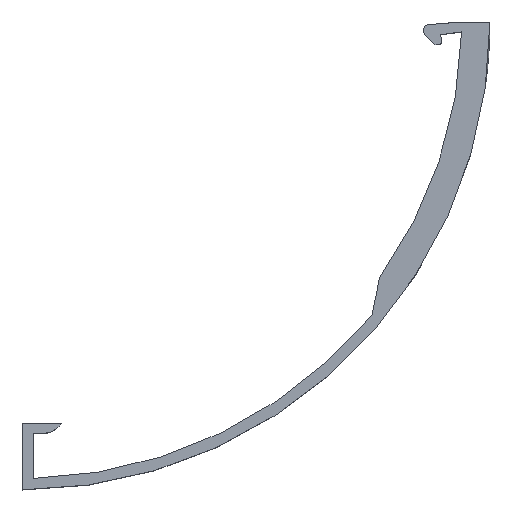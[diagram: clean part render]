
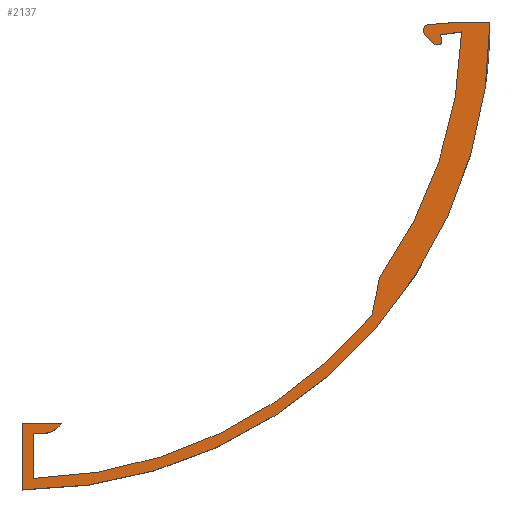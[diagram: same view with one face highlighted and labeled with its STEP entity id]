
A CAD part, top view. The second image highlights one B-rep face of the part: STEP entity #2137.
In plain terms, the highlighted planar face has unit normal (0, 0, 1).
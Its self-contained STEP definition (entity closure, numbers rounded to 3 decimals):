
#59=CIRCLE('',#2247,81.);
#73=CIRCLE('',#2262,1.);
#75=CIRCLE('',#2265,81.042);
#101=CIRCLE('',#2311,4.);
#102=CIRCLE('',#2312,83.);
#103=CIRCLE('',#2313,78.);
#104=CIRCLE('',#2314,0.5);
#105=CIRCLE('',#2315,81.042);
#106=CIRCLE('',#2316,78.);
#230=FACE_OUTER_BOUND('',#338,.T.);
#338=EDGE_LOOP('',(#1556,#1557,#1558,#1559,#1560,#1561,#1562,#1563,#1564,
#1565,#1566,#1567,#1568,#1569,#1570,#1571,#1572,#1573));
#427=LINE('',#3073,#627);
#455=LINE('',#3130,#655);
#459=LINE('',#3138,#659);
#474=LINE('',#3281,#674);
#520=LINE('',#3487,#720);
#521=LINE('',#3491,#721);
#522=LINE('',#3493,#722);
#523=LINE('',#3499,#723);
#524=LINE('',#3504,#724);
#627=VECTOR('',#2455,10.);
#655=VECTOR('',#2485,10.);
#659=VECTOR('',#2491,10.);
#674=VECTOR('',#2550,10.);
#720=VECTOR('',#2682,10.);
#721=VECTOR('',#2685,10.);
#722=VECTOR('',#2686,10.);
#723=VECTOR('',#2693,10.);
#724=VECTOR('',#2698,10.);
#827=VERTEX_POINT('',#3071);
#828=VERTEX_POINT('',#3072);
#855=VERTEX_POINT('',#3128);
#856=VERTEX_POINT('',#3129);
#859=VERTEX_POINT('',#3137);
#861=VERTEX_POINT('',#3143);
#887=VERTEX_POINT('',#3254);
#889=VERTEX_POINT('',#3260);
#892=VERTEX_POINT('',#3279);
#893=VERTEX_POINT('',#3280);
#950=VERTEX_POINT('',#3486);
#951=VERTEX_POINT('',#3488);
#952=VERTEX_POINT('',#3490);
#953=VERTEX_POINT('',#3492);
#954=VERTEX_POINT('',#3496);
#955=VERTEX_POINT('',#3498);
#956=VERTEX_POINT('',#3500);
#957=VERTEX_POINT('',#3502);
#1049=EDGE_CURVE('',#827,#828,#427,.T.);
#1077=EDGE_CURVE('',#855,#856,#455,.T.);
#1081=EDGE_CURVE('',#856,#859,#459,.T.);
#1084=EDGE_CURVE('',#828,#861,#59,.T.);
#1114=EDGE_CURVE('',#859,#887,#73,.T.);
#1117=EDGE_CURVE('',#887,#889,#75,.T.);
#1121=EDGE_CURVE('',#892,#893,#474,.T.);
#1197=EDGE_CURVE('',#950,#827,#520,.T.);
#1198=EDGE_CURVE('',#951,#950,#101,.T.);
#1199=EDGE_CURVE('',#951,#952,#521,.T.);
#1200=EDGE_CURVE('',#953,#952,#522,.T.);
#1201=EDGE_CURVE('',#893,#953,#102,.T.);
#1202=EDGE_CURVE('',#892,#889,#103,.T.);
#1203=EDGE_CURVE('',#954,#855,#104,.T.);
#1204=EDGE_CURVE('',#955,#954,#523,.T.);
#1205=EDGE_CURVE('',#956,#955,#105,.T.);
#1206=EDGE_CURVE('',#956,#957,#106,.T.);
#1207=EDGE_CURVE('',#861,#957,#524,.T.);
#1556=ORIENTED_EDGE('',*,*,#1197,.F.);
#1557=ORIENTED_EDGE('',*,*,#1198,.F.);
#1558=ORIENTED_EDGE('',*,*,#1199,.T.);
#1559=ORIENTED_EDGE('',*,*,#1200,.F.);
#1560=ORIENTED_EDGE('',*,*,#1201,.F.);
#1561=ORIENTED_EDGE('',*,*,#1121,.F.);
#1562=ORIENTED_EDGE('',*,*,#1202,.T.);
#1563=ORIENTED_EDGE('',*,*,#1117,.F.);
#1564=ORIENTED_EDGE('',*,*,#1114,.F.);
#1565=ORIENTED_EDGE('',*,*,#1081,.F.);
#1566=ORIENTED_EDGE('',*,*,#1077,.F.);
#1567=ORIENTED_EDGE('',*,*,#1203,.F.);
#1568=ORIENTED_EDGE('',*,*,#1204,.F.);
#1569=ORIENTED_EDGE('',*,*,#1205,.F.);
#1570=ORIENTED_EDGE('',*,*,#1206,.T.);
#1571=ORIENTED_EDGE('',*,*,#1207,.F.);
#1572=ORIENTED_EDGE('',*,*,#1084,.F.);
#1573=ORIENTED_EDGE('',*,*,#1049,.F.);
#2061=PLANE('',#2310);
#2137=ADVANCED_FACE('',(#230),#2061,.F.);
#2247=AXIS2_PLACEMENT_3D('',#3144,#2496,#2497);
#2262=AXIS2_PLACEMENT_3D('',#3255,#2536,#2537);
#2265=AXIS2_PLACEMENT_3D('',#3261,#2543,#2544);
#2310=AXIS2_PLACEMENT_3D('',#3485,#2680,#2681);
#2311=AXIS2_PLACEMENT_3D('',#3489,#2683,#2684);
#2312=AXIS2_PLACEMENT_3D('',#3494,#2687,#2688);
#2313=AXIS2_PLACEMENT_3D('',#3495,#2689,#2690);
#2314=AXIS2_PLACEMENT_3D('',#3497,#2691,#2692);
#2315=AXIS2_PLACEMENT_3D('',#3501,#2694,#2695);
#2316=AXIS2_PLACEMENT_3D('',#3503,#2696,#2697);
#2455=DIRECTION('',(0.,-1.,0.));
#2485=DIRECTION('',(-1.,0.,0.));
#2491=DIRECTION('',(-0.707,0.707,0.));
#2496=DIRECTION('center_axis',(0.,0.,1.));
#2497=DIRECTION('ref_axis',(-0.025,1.,0.));
#2536=DIRECTION('center_axis',(0.,0.,-1.));
#2537=DIRECTION('ref_axis',(-0.944,0.331,0.));
#2543=DIRECTION('center_axis',(0.,0.,-1.));
#2544=DIRECTION('ref_axis',(-0.136,0.991,0.));
#2550=DIRECTION('',(1.,0.,0.));
#2680=DIRECTION('center_axis',(0.,0.,-1.));
#2681=DIRECTION('ref_axis',(-1.,0.,0.));
#2682=DIRECTION('',(-1.,0.,0.));
#2683=DIRECTION('center_axis',(0.,0.,-1.));
#2684=DIRECTION('ref_axis',(0.835,-0.55,0.));
#2685=DIRECTION('',(-1.,0.,0.));
#2686=DIRECTION('',(0.,1.,0.));
#2687=DIRECTION('center_axis',(0.,0.,-1.));
#2688=DIRECTION('ref_axis',(0.,-1.,0.));
#2689=DIRECTION('center_axis',(0.,0.,-1.));
#2690=DIRECTION('ref_axis',(1.,0.,0.));
#2691=DIRECTION('center_axis',(0.,0.,-1.));
#2692=DIRECTION('ref_axis',(0.759,-0.651,0.));
#2693=DIRECTION('',(0.152,-0.988,0.));
#2694=DIRECTION('center_axis',(0.,0.,1.));
#2695=DIRECTION('ref_axis',(0.152,-0.988,0.));
#2696=DIRECTION('center_axis',(0.,0.,-1.));
#2697=DIRECTION('ref_axis',(1.,0.,0.));
#2698=DIRECTION('',(0.202,0.979,0.));
#3071=CARTESIAN_POINT('',(-5.,-2.,20.));
#3072=CARTESIAN_POINT('',(-5.,-10.,20.));
#3073=CARTESIAN_POINT('',(-5.,1.683,20.));
#3128=CARTESIAN_POINT('',(66.937,66.975,20.));
#3129=CARTESIAN_POINT('',(66.25,66.975,20.));
#3130=CARTESIAN_POINT('',(33.6,66.975,20.));
#3137=CARTESIAN_POINT('',(64.447,68.778,20.));
#3138=CARTESIAN_POINT('',(61.702,71.523,20.));
#3143=CARTESIAN_POINT('',(55.05,18.91,20.));
#3144=CARTESIAN_POINT('Origin',(-7.,70.975,20.));
#3254=CARTESIAN_POINT('',(65.044,70.479,20.));
#3255=CARTESIAN_POINT('Origin',(65.154,69.485,20.));
#3260=CARTESIAN_POINT('',(71.,70.92,20.));
#3261=CARTESIAN_POINT('Origin',(74.,-10.066,20.));
#3279=CARTESIAN_POINT('',(71.,70.975,20.));
#3280=CARTESIAN_POINT('',(76.,70.975,20.));
#3281=CARTESIAN_POINT('',(38.475,70.975,20.));
#3485=CARTESIAN_POINT('Origin',(-3.5,-1.5,20.));
#3486=CARTESIAN_POINT('',(-3.341,-2.,20.));
#3487=CARTESIAN_POINT('',(-2.025,-2.,20.));
#3488=CARTESIAN_POINT('',(0.,-0.2,20.));
#3489=CARTESIAN_POINT('Origin',(-3.341,2.,20.));
#3490=CARTESIAN_POINT('',(-7.,-0.2,20.));
#3491=CARTESIAN_POINT('',(-1.75,-0.2,20.));
#3492=CARTESIAN_POINT('',(-7.,-12.025,20.));
#3493=CARTESIAN_POINT('',(-7.,6.683,20.));
#3494=CARTESIAN_POINT('Origin',(-7.,70.975,20.));
#3495=CARTESIAN_POINT('Origin',(-7.,70.975,20.));
#3496=CARTESIAN_POINT('',(67.431,67.551,20.));
#3497=CARTESIAN_POINT('Origin',(66.937,67.475,20.));
#3498=CARTESIAN_POINT('',(67.25,68.725,20.));
#3499=CARTESIAN_POINT('',(70.779,45.795,20.));
#3500=CARTESIAN_POINT('',(70.98,69.211,20.));
#3501=CARTESIAN_POINT('Origin',(79.578,-11.373,20.));
#3502=CARTESIAN_POINT('',(56.429,25.579,20.));
#3503=CARTESIAN_POINT('Origin',(-7.,70.975,20.));
#3504=CARTESIAN_POINT('',(60.945,47.421,20.));
